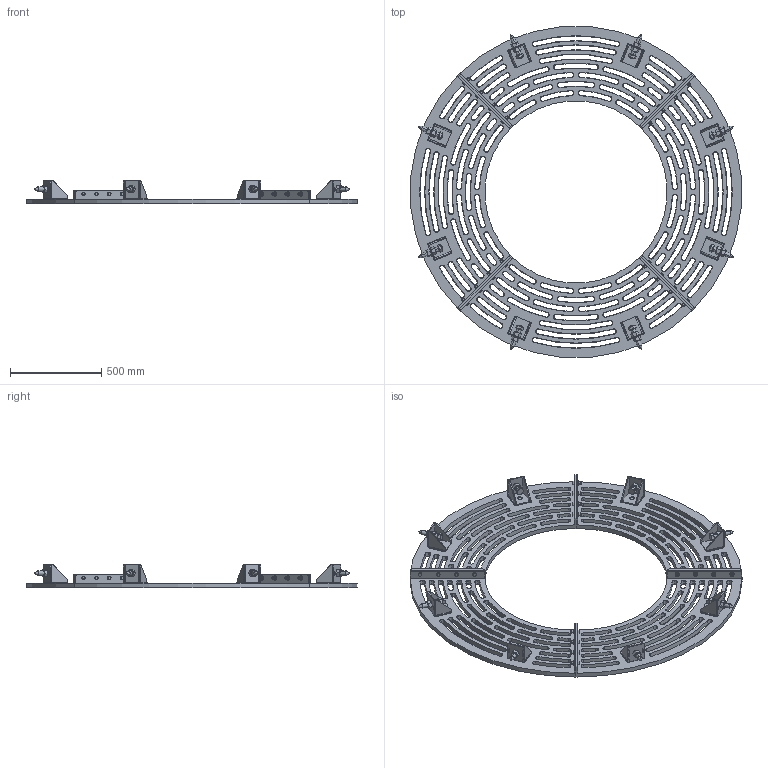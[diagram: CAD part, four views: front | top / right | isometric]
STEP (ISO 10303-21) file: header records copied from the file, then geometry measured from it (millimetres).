
FILE_DESCRIPTION (( 'STEP AP203' ), '1' );
FILE_NAME ('3997-10_REV_.step', '2026-02-22T05:04:14', ( '' ), ( '' ), 'SwSTEP 2.0', 'SolidWorks 2025', '' );
FILE_SCHEMA (( 'CONFIG_CONTROL_DESIGN' ));
Length unit declared in the file: millimetre
Products named in the file (12): 3997-20; M12 Hex Nut_M12 ZP NUT; 3997-15; 3997-10_REV_; 3997-25; 3997-35_M24x3 x 120  ZP; 3997-30-15; 3997-30-20; M24 HEX NUT_M24 HEX NUT ZP; 3997-30; M12-FW_M12 ZP FLAT WASHER; M12 ZP Gr 8.8_M12x1.75 x 40 ZP BOLT Gr 8.8
Assembly tree (85 placements, depth 4):
  3997-10_REV_
    3997-15  x4
      3997-20
      3997-25
      3997-30
        3997-30-15  x2
        3997-30-20  x2
    M12-FW_M12 ZP FLAT WASHER  x16
    M12 Hex Nut_M12 ZP NUT  x16
    M12 ZP Gr 8.8_M12x1.75 x 40 ZP BOLT Gr 8.8  x16
    M24 HEX NUT_M24 HEX NUT ZP  x16
    3997-35_M24x3 x 120  ZP  x8
Bounding box: 1813.07 x 1813.07 x 131 mm (x, y, z)
Volume: 34404204.8 mm3; surface area: 5224088.4 mm2
Topology: 116 solids, 116 shells, 3492 faces, 8820 edges, 5608 vertices
Faces by surface type: cone 1620, plane 1384, cylinder 472, torus 16
Entity records: 18598 total; most frequent: CARTESIAN_POINT 3101, DIRECTION 2780, ORIENTED_EDGE 2460, EDGE_CURVE 1230, AXIS2_PLACEMENT_3D 1095, VERTEX_POINT 800, VECTOR 590, LINE 590
